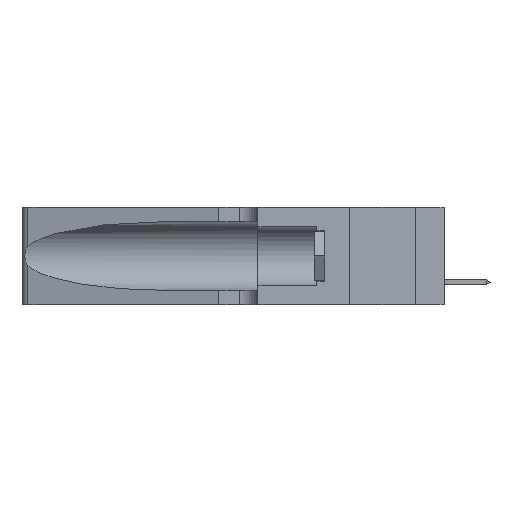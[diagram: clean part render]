
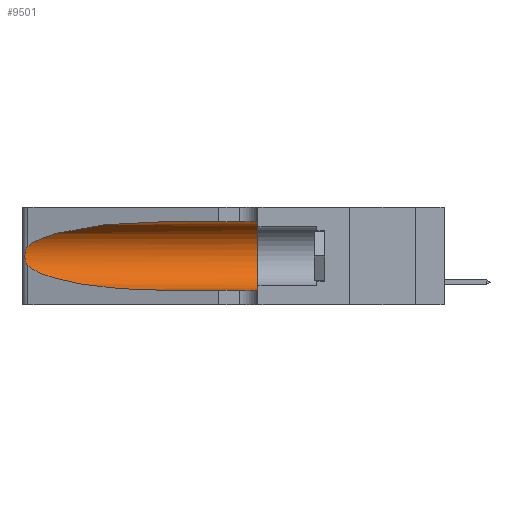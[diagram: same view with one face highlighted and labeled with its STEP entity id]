
A CAD part, left-side view. The second image highlights one B-rep face of the part: STEP entity #9501.
In plain terms, the highlighted cylindrical face has radius 3.308 mm (diameter 6.617 mm), a partial arc.
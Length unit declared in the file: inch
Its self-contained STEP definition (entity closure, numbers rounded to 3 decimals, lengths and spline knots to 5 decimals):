
#1330 = CARTESIAN_POINT ( 'NONE',  ( 0.18966, 0.96281, 0.31525 ) ) ;
#3453 = EDGE_CURVE ( 'NONE', #35444, #34272, #42248, .T. ) ;
#4181 = DIRECTION ( 'NONE',  ( 0., 0., 1. ) ) ;
#4394 = CARTESIAN_POINT ( 'NONE',  ( 0.1305, 0.72297, 0.31525 ) ) ;
#5464 = CARTESIAN_POINT ( 'NONE',  ( 0.26017, 1.23833, 0.17102 ) ) ;
#5663 = FACE_OUTER_BOUND ( 'NONE', #26592, .T. ) ;
#6306 = CARTESIAN_POINT ( 'NONE',  ( 0.1305, 0.35, 0.05475 ) ) ;
#7240 = ORIENTED_EDGE ( 'NONE', *, *, #32039, .T. ) ;
#7572 = DIRECTION ( 'NONE',  ( 0., 1., 0. ) ) ;
#7866 = CYLINDRICAL_SURFACE ( 'NONE', #18092, 0.13025 ) ;
#8560 = LINE ( 'NONE', #32783, #46093 ) ;
#8916 = CARTESIAN_POINT ( 'NONE',  ( 0.1305, 0.72297, 0.05475 ) ) ;
#9387 = CARTESIAN_POINT ( 'NONE',  ( 0.25854, 1.2359, 0.20912 ) ) ;
#9501 = ADVANCED_FACE ( 'NONE', ( #5663 ), #7866, .F. ) ;
#9713 = CARTESIAN_POINT ( 'NONE',  ( 0.26018, 1.23835, 0.19895 ) ) ;
#12608 = CARTESIAN_POINT ( 'NONE',  ( 0.1305, 0.72297, 0.31525 ) ) ;
#12713 = CARTESIAN_POINT ( 'NONE',  ( 0.2373, 1.15595, 0.08982 ) ) ;
#13208 = CARTESIAN_POINT ( 'NONE',  ( 0.25787, 1.23484, 0.2124 ) ) ;
#14513 = VERTEX_POINT ( 'NONE', #45257 ) ;
#16032 = CARTESIAN_POINT ( 'NONE',  ( 0.25555, 1.22994, 0.2215 ) ) ;
#17202 =( BOUNDED_CURVE ( )  B_SPLINE_CURVE ( 3, ( #23364, #12713, #20400, #8916 ),
 .UNSPECIFIED., .F., .F. ) 
 B_SPLINE_CURVE_WITH_KNOTS ( ( 4, 4 ),
 ( 3.44316, 4.71239 ),
 .UNSPECIFIED. ) 
 CURVE ( )  GEOMETRIC_REPRESENTATION_ITEM ( )  RATIONAL_B_SPLINE_CURVE ( ( 1., 0.87, 0.87, 1. ) ) 
 REPRESENTATION_ITEM ( '' )  );
#18039 = ORIENTED_EDGE ( 'NONE', *, *, #42684, .F. ) ;
#18092 = AXIS2_PLACEMENT_3D ( 'NONE', #44647, #18900, #26198 ) ;
#18319 = B_SPLINE_CURVE_WITH_KNOTS ( 'NONE', 3,
 ( #26664, #16032, #34325, #13208, #9387, #9713, #42119, #42435, #5464, #21898, #44136, #27124, #20443, #43557 ),
 .UNSPECIFIED., .F., .F.,
 ( 4, 2, 2, 2, 2, 2, 4 ),
 ( 0., 0.00027, 0.00053, 0.00107, 0.0016, 0.00187, 0.00214 ),
 .UNSPECIFIED. ) ;
#18900 = DIRECTION ( 'NONE',  ( 0., -1., 0. ) ) ;
#19384 = EDGE_CURVE ( 'NONE', #35444, #46738, #32945, .T. ) ;
#20179 = CIRCLE ( 'NONE', #43554, 0.13025 ) ;
#20400 = CARTESIAN_POINT ( 'NONE',  ( 0.18966, 0.96281, 0.05475 ) ) ;
#20443 = CARTESIAN_POINT ( 'NONE',  ( 0.25555, 1.22993, 0.14849 ) ) ;
#21898 = CARTESIAN_POINT ( 'NONE',  ( 0.25856, 1.23593, 0.16098 ) ) ;
#23364 = CARTESIAN_POINT ( 'NONE',  ( 0.25487, 1.22718, 0.14631 ) ) ;
#26198 = DIRECTION ( 'NONE',  ( 0., 0., -1. ) ) ;
#26229 = CARTESIAN_POINT ( 'NONE',  ( 0.1305, 0.35, 0.185 ) ) ;
#26592 = EDGE_LOOP ( 'NONE', ( #43354, #7240, #34053, #40478, #18039, #40769 ) ) ;
#26664 = CARTESIAN_POINT ( 'NONE',  ( 0.25487, 1.22718, 0.22369 ) ) ;
#26724 = CARTESIAN_POINT ( 'NONE',  ( 0.2373, 1.15595, 0.28018 ) ) ;
#27124 = CARTESIAN_POINT ( 'NONE',  ( 0.25639, 1.23186, 0.15144 ) ) ;
#29586 = DIRECTION ( 'NONE',  ( 0., -1., 0. ) ) ;
#30047 = CARTESIAN_POINT ( 'NONE',  ( 0.25487, 1.22718, 0.22369 ) ) ;
#30372 = DIRECTION ( 'NONE',  ( 0., -1., 0. ) ) ;
#32039 = EDGE_CURVE ( 'NONE', #34272, #32307, #18319, .T. ) ;
#32307 = VERTEX_POINT ( 'NONE', #38241 ) ;
#32590 = EDGE_CURVE ( 'NONE', #14513, #38370, #8560, .T. ) ;
#32783 = CARTESIAN_POINT ( 'NONE',  ( 0.1305, 1.61858, 0.05475 ) ) ;
#32945 = LINE ( 'NONE', #40545, #33472 ) ;
#33472 = VECTOR ( 'NONE', #29586, 39.37008 ) ;
#34053 = ORIENTED_EDGE ( 'NONE', *, *, #45515, .T. ) ;
#34272 = VERTEX_POINT ( 'NONE', #36772 ) ;
#34325 = CARTESIAN_POINT ( 'NONE',  ( 0.25639, 1.23184, 0.21858 ) ) ;
#35444 = VERTEX_POINT ( 'NONE', #4394 ) ;
#36772 = CARTESIAN_POINT ( 'NONE',  ( 0.25487, 1.22718, 0.22369 ) ) ;
#38241 = CARTESIAN_POINT ( 'NONE',  ( 0.25487, 1.22718, 0.14631 ) ) ;
#38370 = VERTEX_POINT ( 'NONE', #6306 ) ;
#40478 = ORIENTED_EDGE ( 'NONE', *, *, #32590, .T. ) ;
#40545 = CARTESIAN_POINT ( 'NONE',  ( 0.1305, 1.61858, 0.31525 ) ) ;
#40769 = ORIENTED_EDGE ( 'NONE', *, *, #19384, .F. ) ;
#42119 = CARTESIAN_POINT ( 'NONE',  ( 0.26075, 1.23896, 0.19203 ) ) ;
#42248 =( BOUNDED_CURVE ( )  B_SPLINE_CURVE ( 3, ( #12608, #1330, #26724, #30047 ),
 .UNSPECIFIED., .F., .F. ) 
 B_SPLINE_CURVE_WITH_KNOTS ( ( 4, 4 ),
 ( 1.5708, 2.84003 ),
 .UNSPECIFIED. ) 
 CURVE ( )  GEOMETRIC_REPRESENTATION_ITEM ( )  RATIONAL_B_SPLINE_CURVE ( ( 1., 0.87, 0.87, 1. ) ) 
 REPRESENTATION_ITEM ( '' )  );
#42435 = CARTESIAN_POINT ( 'NONE',  ( 0.26075, 1.23896, 0.178 ) ) ;
#42684 = EDGE_CURVE ( 'NONE', #46738, #38370, #20179, .T. ) ;
#43354 = ORIENTED_EDGE ( 'NONE', *, *, #3453, .T. ) ;
#43554 = AXIS2_PLACEMENT_3D ( 'NONE', #26229, #7572, #4181 ) ;
#43557 = CARTESIAN_POINT ( 'NONE',  ( 0.25487, 1.22718, 0.14631 ) ) ;
#44136 = CARTESIAN_POINT ( 'NONE',  ( 0.25789, 1.23486, 0.15765 ) ) ;
#44647 = CARTESIAN_POINT ( 'NONE',  ( 0.1305, 1.61858, 0.185 ) ) ;
#45257 = CARTESIAN_POINT ( 'NONE',  ( 0.1305, 0.72297, 0.05475 ) ) ;
#45515 = EDGE_CURVE ( 'NONE', #32307, #14513, #17202, .T. ) ;
#46093 = VECTOR ( 'NONE', #30372, 39.37008 ) ;
#46136 = CARTESIAN_POINT ( 'NONE',  ( 0.1305, 0.35, 0.31525 ) ) ;
#46738 = VERTEX_POINT ( 'NONE', #46136 ) ;
